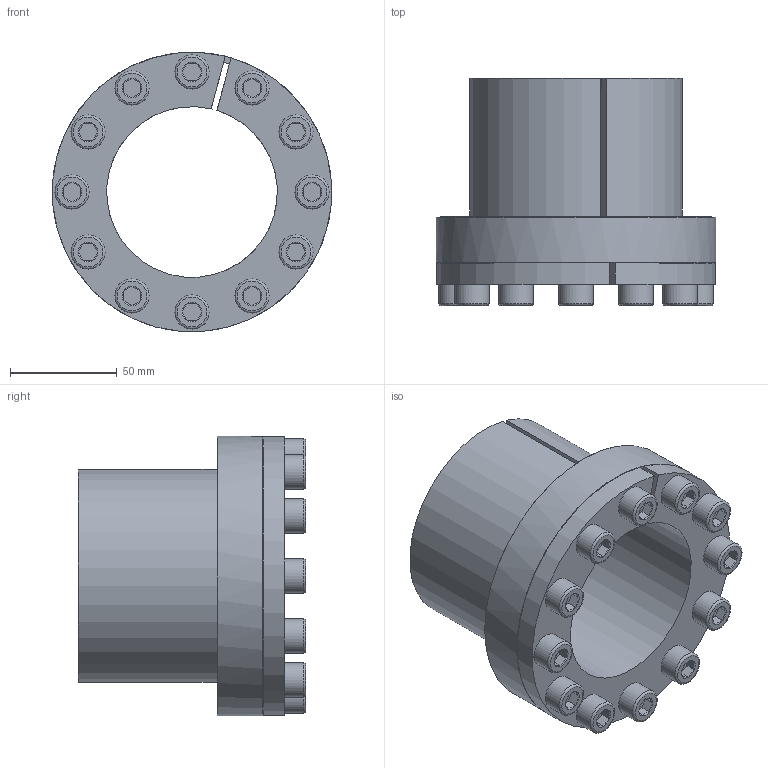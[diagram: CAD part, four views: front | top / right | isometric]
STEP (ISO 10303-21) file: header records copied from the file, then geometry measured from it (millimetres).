
FILE_DESCRIPTION(/* description */ ('Alibre Inc.'),/* implementation_level */ '2;1');
FILE_NAME(/* name */ 'export0',/* time_stamp */ '2012-12-23T15:08:06+01:00',/* author */ (''),/* organization */ (''),/* preprocessor_version */ 'ST-DEVELOPER v14',/* originating_system */ 'Alibre',/* authorisation */ '');
FILE_SCHEMA (('AUTOMOTIVE_DESIGN'));
Length unit declared in the file: millimetre
Bounding box: 131 x 106.5 x 131 mm (x, y, z)
Volume: 458654.3 mm3; surface area: 108922.6 mm2
Topology: 13 solids, 13 shells, 336 faces, 627 edges, 364 vertices
Faces by surface type: plane 156, cone 91, cylinder 65, torus 24
Full cylindrical faces by diameter (mm): 9 x12, 10 x36, 16 x12, 131 x1
Entity records: 8189 total; most frequent: CARTESIAN_POINT 1777, DIRECTION 1214, ORIENTED_EDGE 1002, AXIS2_PLACEMENT_3D 611, EDGE_LOOP 509, FACE_BOUND 509, EDGE_CURVE 501, VERTEX_POINT 338
